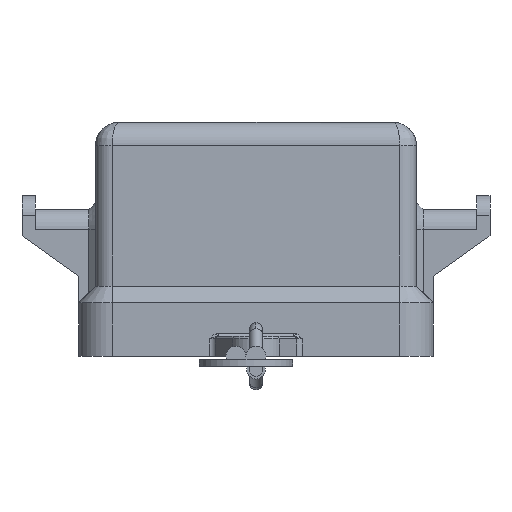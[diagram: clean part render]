
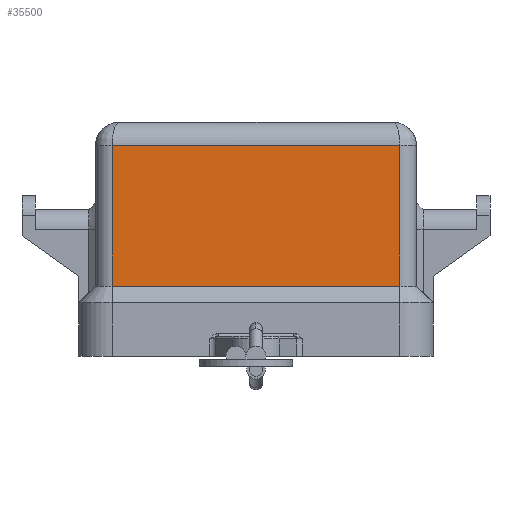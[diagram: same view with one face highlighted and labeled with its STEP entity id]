
A CAD part, left-side view. The second image highlights one B-rep face of the part: STEP entity #35500.
In plain terms, the highlighted planar face has unit normal (-1, 0, 0).
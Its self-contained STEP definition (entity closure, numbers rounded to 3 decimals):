
#3960=CARTESIAN_POINT('',(-12.,10.75,15.75));
#3970=DIRECTION('',(0.,-1.,0.));
#3980=VECTOR('',#3970,21.5);
#3990=LINE('',#3960,#3980);
#4000=CARTESIAN_POINT('',(-12.,10.75,15.75));
#4010=VERTEX_POINT('',#4000);
#4020=CARTESIAN_POINT('',(-12.,-10.75,15.75));
#4030=VERTEX_POINT('',#4020);
#4040=EDGE_CURVE('',#4010,#4030,#3990,.T.);
#28860=CARTESIAN_POINT('',(-12.,10.75,5.25));
#28870=VERTEX_POINT('',#28860);
#28900=CARTESIAN_POINT('',(-12.,-10.75,5.25));
#28910=DIRECTION('',(0.,1.,0.));
#28920=VECTOR('',#28910,21.5);
#28930=LINE('',#28900,#28920);
#28940=CARTESIAN_POINT('',(-12.,-10.75,5.25));
#28950=VERTEX_POINT('',#28940);
#28960=EDGE_CURVE('',#28950,#28870,#28930,.T.);
#35290=CARTESIAN_POINT('',(-12.,-10.75,0.));
#35300=DIRECTION('',(-1.,0.,0.));
#35310=DIRECTION('',(0.,0.,1.));
#35320=AXIS2_PLACEMENT_3D('',#35290,#35300,#35310);
#35330=PLANE('',#35320);
#35340=CARTESIAN_POINT('',(-12.,-10.75,5.25));
#35350=DIRECTION('',(0.,0.,1.));
#35360=VECTOR('',#35350,10.5);
#35370=LINE('',#35340,#35360);
#35380=EDGE_CURVE('',#28950,#4030,#35370,.T.);
#35390=ORIENTED_EDGE('',*,*,#35380,.T.);
#35400=ORIENTED_EDGE('',*,*,#28960,.F.);
#35410=CARTESIAN_POINT('',(-12.,10.75,5.25));
#35420=DIRECTION('',(0.,0.,1.));
#35430=VECTOR('',#35420,10.5);
#35440=LINE('',#35410,#35430);
#35450=EDGE_CURVE('',#28870,#4010,#35440,.T.);
#35460=ORIENTED_EDGE('',*,*,#35450,.F.);
#35470=ORIENTED_EDGE('',*,*,#4040,.F.);
#35480=EDGE_LOOP('',(#35470,#35460,#35400,#35390));
#35490=FACE_OUTER_BOUND('',#35480,.T.);
#35500=ADVANCED_FACE('',(#35490),#35330,.T.);
